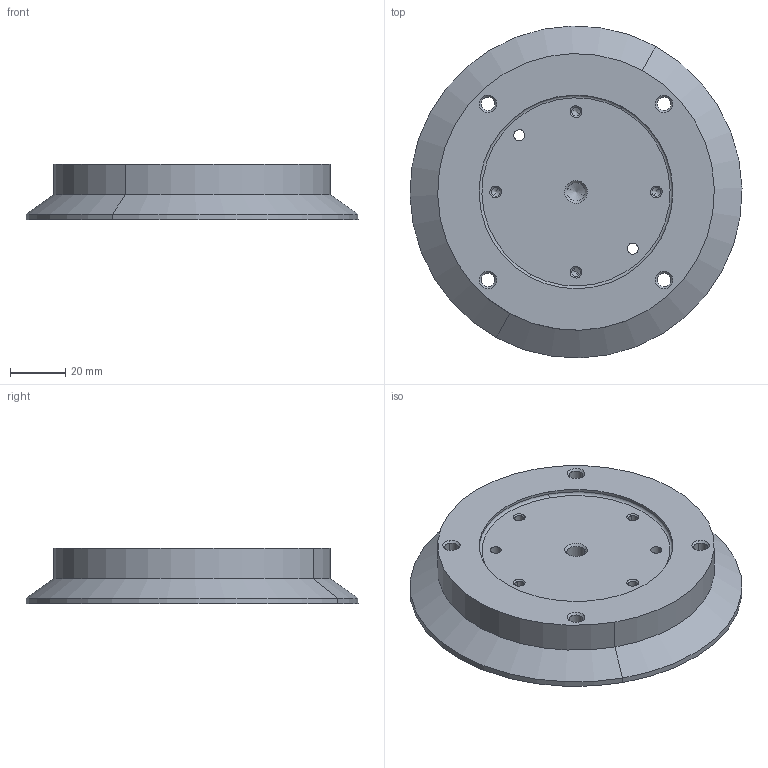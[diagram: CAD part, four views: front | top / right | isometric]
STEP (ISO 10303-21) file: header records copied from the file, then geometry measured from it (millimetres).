
FILE_DESCRIPTION(('CATIA V5 STEP Exchange'),'2;1');
FILE_NAME('Universal_flange_AMC_C_series.stp','2012-11-13T13:25:02+00:00',('none'),('none'),'CATIA Version 5 Release 19 SP 8 (IN-10)','CATIA V5 STEP AP203','none');
FILE_SCHEMA(('CONFIG_CONTROL_DESIGN'));
Length unit declared in the file: millimetre
Products named in the file (1): Universal_flange_AMC_C_series
Bounding box: 119.97 x 119.97 x 20 mm (x, y, z)
Volume: 157592.6 mm3; surface area: 30380.7 mm2
Topology: 1 solids, 1 shells, 76 faces, 172 edges, 95 vertices
Faces by surface type: cone 40, cylinder 28, torus 4, plane 4
Entity records: 1910 total; most frequent: ORIENTED_EDGE 324, CARTESIAN_POINT 312, DIRECTION 270, EDGE_CURVE 162, AXIS2_PLACEMENT_3D 149, EDGE_LOOP 95, VERTEX_POINT 95, CIRCLE 94
